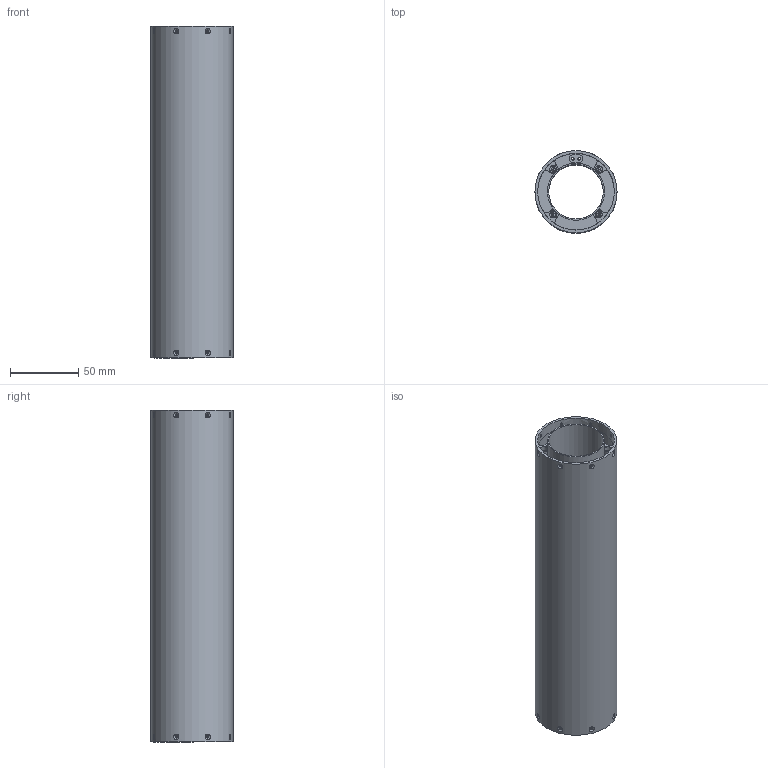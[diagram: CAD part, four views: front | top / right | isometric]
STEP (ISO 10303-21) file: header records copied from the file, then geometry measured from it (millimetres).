
FILE_DESCRIPTION(('FreeCAD Model'),'2;1');
FILE_NAME('Open CASCADE Shape Model','2025-10-13T14:35:17',(''),(''), 'Open CASCADE STEP processor 7.8','FreeCAD','Unknown');
FILE_SCHEMA(('AUTOMOTIVE_DESIGN { 1 0 10303 214 1 1 1 1 }'));
Length unit declared in the file: millimetre
Products named in the file (1): Body
Bounding box: 60 x 60 x 242.5 mm (x, y, z)
Volume: 138555.7 mm3; surface area: 163364.8 mm2
Topology: 1 solids, 1 shells, 154 faces, 398 edges, 257 vertices
Faces by surface type: cylinder 76, plane 53, bspline 16, cone 5, revolution 4
Full cylindrical faces by diameter (mm): 2 x2, 2.1 x16, 2.9 x4, 5.2 x4, 39.856 x1, 41.656 x2, 56 x2, 60 x1
Entity records: 12501 total; most frequent: CARTESIAN_POINT 8660, ORIENTED_EDGE 796, DIRECTION 788, EDGE_CURVE 398, AXIS2_PLACEMENT_3D 338, VERTEX_POINT 257, FACE_BOUND 207, EDGE_LOOP 207
